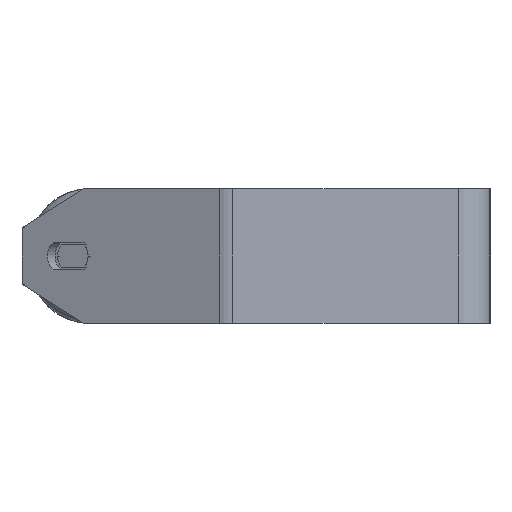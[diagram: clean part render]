
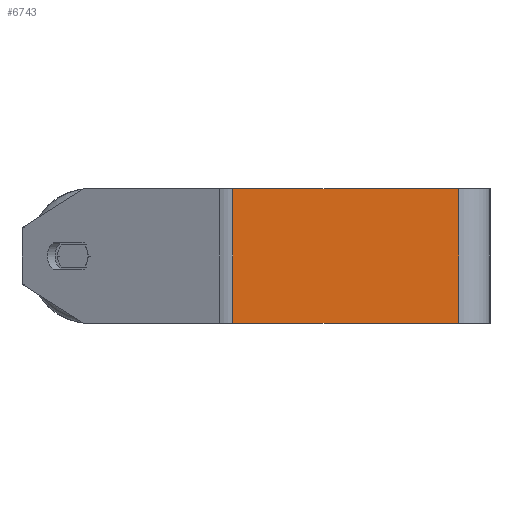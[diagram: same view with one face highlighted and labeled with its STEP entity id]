
A CAD part, left-side view. The second image highlights one B-rep face of the part: STEP entity #6743.
In plain terms, the highlighted planar face has unit normal (-1, 0, 0).
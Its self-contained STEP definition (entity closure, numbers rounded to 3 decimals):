
#78 = CARTESIAN_POINT ( 'NONE',  ( -415., 114.721, -30. ) ) ;
#502 = DIRECTION ( 'NONE',  ( 1., 0., 0. ) ) ;
#608 = AXIS2_PLACEMENT_3D ( 'NONE', #7094, #502, #5782 ) ;
#710 = DIRECTION ( 'NONE',  ( 0., -1., 0. ) ) ;
#756 = DIRECTION ( 'NONE',  ( 0., 0., -1. ) ) ;
#936 = VERTEX_POINT ( 'NONE', #7040 ) ;
#1229 = CARTESIAN_POINT ( 'NONE',  ( -415., 14., 30. ) ) ;
#1378 = LINE ( 'NONE', #4092, #7798 ) ;
#1953 = VECTOR ( 'NONE', #756, 1000. ) ;
#2256 = CARTESIAN_POINT ( 'NONE',  ( -415., 117.825, 30. ) ) ;
#2339 = VERTEX_POINT ( 'NONE', #6090 ) ;
#2356 = EDGE_CURVE ( 'NONE', #4448, #2339, #1378, .T. ) ;
#2369 = EDGE_CURVE ( 'NONE', #936, #4448, #7534, .T. ) ;
#2607 = DIRECTION ( 'NONE',  ( 0., 0., -1. ) ) ;
#2720 = ORIENTED_EDGE ( 'NONE', *, *, #2369, .T. ) ;
#3732 = LINE ( 'NONE', #2256, #7552 ) ;
#3782 = PLANE ( 'NONE',  #608 ) ;
#4092 = CARTESIAN_POINT ( 'NONE',  ( -415., 117.825, -30. ) ) ;
#4139 = CARTESIAN_POINT ( 'NONE',  ( -415., 114.721, 30. ) ) ;
#4448 = VERTEX_POINT ( 'NONE', #78 ) ;
#4530 = ORIENTED_EDGE ( 'NONE', *, *, #8468, .F. ) ;
#4589 = ORIENTED_EDGE ( 'NONE', *, *, #2356, .T. ) ;
#4652 = CARTESIAN_POINT ( 'NONE',  ( -415., 14., 30. ) ) ;
#4734 = VERTEX_POINT ( 'NONE', #1229 ) ;
#4977 = DIRECTION ( 'NONE',  ( 0., -1., 0. ) ) ;
#5259 = EDGE_CURVE ( 'NONE', #936, #4734, #3732, .T. ) ;
#5782 = DIRECTION ( 'NONE',  ( 0., 0., -1. ) ) ;
#5821 = VECTOR ( 'NONE', #2607, 1000. ) ;
#6090 = CARTESIAN_POINT ( 'NONE',  ( -415., 14., -30. ) ) ;
#6418 = FACE_OUTER_BOUND ( 'NONE', #7612, .T. ) ;
#6743 = ADVANCED_FACE ( 'NONE', ( #6418 ), #3782, .F. ) ;
#7040 = CARTESIAN_POINT ( 'NONE',  ( -415., 114.721, 30. ) ) ;
#7094 = CARTESIAN_POINT ( 'NONE',  ( -415., 117.825, 30. ) ) ;
#7439 = ORIENTED_EDGE ( 'NONE', *, *, #5259, .F. ) ;
#7534 = LINE ( 'NONE', #4139, #1953 ) ;
#7552 = VECTOR ( 'NONE', #4977, 1000. ) ;
#7612 = EDGE_LOOP ( 'NONE', ( #4589, #4530, #7439, #2720 ) ) ;
#7798 = VECTOR ( 'NONE', #710, 1000. ) ;
#8105 = LINE ( 'NONE', #4652, #5821 ) ;
#8468 = EDGE_CURVE ( 'NONE', #4734, #2339, #8105, .T. ) ;
